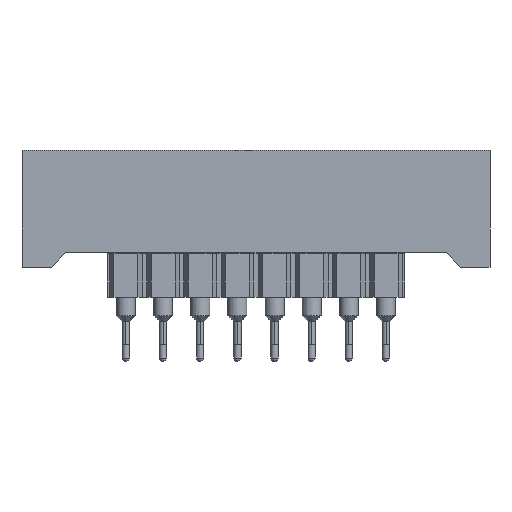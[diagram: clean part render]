
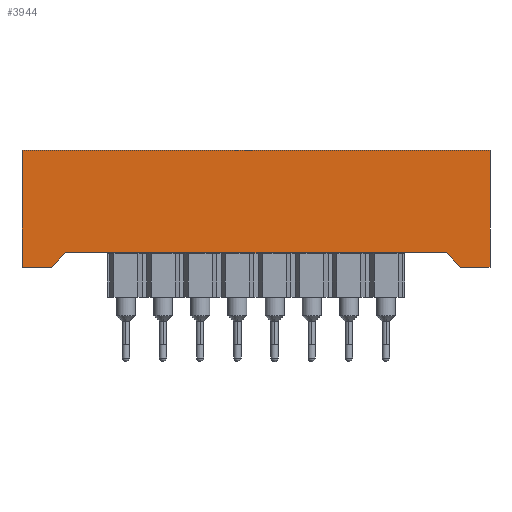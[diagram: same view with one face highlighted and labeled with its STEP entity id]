
A CAD part, front view. The second image highlights one B-rep face of the part: STEP entity #3944.
In plain terms, the highlighted planar face has unit normal (0, -1, 0).
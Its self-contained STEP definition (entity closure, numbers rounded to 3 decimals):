
#3488 = VERTEX_POINT('',#3489);
#3489 = CARTESIAN_POINT('',(13.,-16.,4.7));
#3495 = EDGE_CURVE('',#3496,#3488,#3498,.T.);
#3496 = VERTEX_POINT('',#3497);
#3497 = CARTESIAN_POINT('',(-13.,-16.,4.7));
#3498 = LINE('',#3499,#3500);
#3499 = CARTESIAN_POINT('',(-13.,-16.,4.7));
#3500 = VECTOR('',#3501,1.);
#3501 = DIRECTION('',(1.,0.,0.));
#3871 = VERTEX_POINT('',#3872);
#3872 = CARTESIAN_POINT('',(16.,-16.,11.7));
#3878 = EDGE_CURVE('',#3879,#3871,#3881,.T.);
#3879 = VERTEX_POINT('',#3880);
#3880 = CARTESIAN_POINT('',(16.,-16.,3.7));
#3881 = LINE('',#3882,#3883);
#3882 = CARTESIAN_POINT('',(16.,-16.,11.7));
#3883 = VECTOR('',#3884,1.);
#3884 = DIRECTION('',(0.,0.,1.));
#3926 = VERTEX_POINT('',#3927);
#3927 = CARTESIAN_POINT('',(14.,-16.,3.7));
#3933 = EDGE_CURVE('',#3488,#3926,#3934,.T.);
#3934 = LINE('',#3935,#3936);
#3935 = CARTESIAN_POINT('',(13.,-16.,4.7));
#3936 = VECTOR('',#3937,1.);
#3937 = DIRECTION('',(0.707,0.,-0.707
    ));
#3944 = ADVANCED_FACE('',(#3945),#3986,.F.);
#3945 = FACE_BOUND('',#3946,.T.);
#3946 = EDGE_LOOP('',(#3947,#3955,#3956,#3957,#3963,#3964,#3972,#3980));
#3947 = ORIENTED_EDGE('',*,*,#3948,.F.);
#3948 = EDGE_CURVE('',#3496,#3949,#3951,.T.);
#3949 = VERTEX_POINT('',#3950);
#3950 = CARTESIAN_POINT('',(-14.,-16.,3.7));
#3951 = LINE('',#3952,#3953);
#3952 = CARTESIAN_POINT('',(-13.,-16.,4.7));
#3953 = VECTOR('',#3954,1.);
#3954 = DIRECTION('',(-0.707,0.,
    -0.707));
#3955 = ORIENTED_EDGE('',*,*,#3495,.T.);
#3956 = ORIENTED_EDGE('',*,*,#3933,.T.);
#3957 = ORIENTED_EDGE('',*,*,#3958,.F.);
#3958 = EDGE_CURVE('',#3879,#3926,#3959,.T.);
#3959 = LINE('',#3960,#3961);
#3960 = CARTESIAN_POINT('',(-16.,-16.,3.7));
#3961 = VECTOR('',#3962,1.);
#3962 = DIRECTION('',(-1.,0.,0.));
#3963 = ORIENTED_EDGE('',*,*,#3878,.T.);
#3964 = ORIENTED_EDGE('',*,*,#3965,.F.);
#3965 = EDGE_CURVE('',#3966,#3871,#3968,.T.);
#3966 = VERTEX_POINT('',#3967);
#3967 = CARTESIAN_POINT('',(-16.,-16.,11.7));
#3968 = LINE('',#3969,#3970);
#3969 = CARTESIAN_POINT('',(-16.,-16.,11.7));
#3970 = VECTOR('',#3971,1.);
#3971 = DIRECTION('',(1.,0.,0.));
#3972 = ORIENTED_EDGE('',*,*,#3973,.F.);
#3973 = EDGE_CURVE('',#3974,#3966,#3976,.T.);
#3974 = VERTEX_POINT('',#3975);
#3975 = CARTESIAN_POINT('',(-16.,-16.,3.7));
#3976 = LINE('',#3977,#3978);
#3977 = CARTESIAN_POINT('',(-16.,-16.,11.7));
#3978 = VECTOR('',#3979,1.);
#3979 = DIRECTION('',(0.,0.,1.));
#3980 = ORIENTED_EDGE('',*,*,#3981,.F.);
#3981 = EDGE_CURVE('',#3949,#3974,#3982,.T.);
#3982 = LINE('',#3983,#3984);
#3983 = CARTESIAN_POINT('',(-16.,-16.,3.7));
#3984 = VECTOR('',#3985,1.);
#3985 = DIRECTION('',(-1.,0.,0.));
#3986 = PLANE('',#3987);
#3987 = AXIS2_PLACEMENT_3D('',#3988,#3989,#3990);
#3988 = CARTESIAN_POINT('',(-16.,-16.,11.7));
#3989 = DIRECTION('',(0.,1.,0.));
#3990 = DIRECTION('',(-1.,0.,0.));
